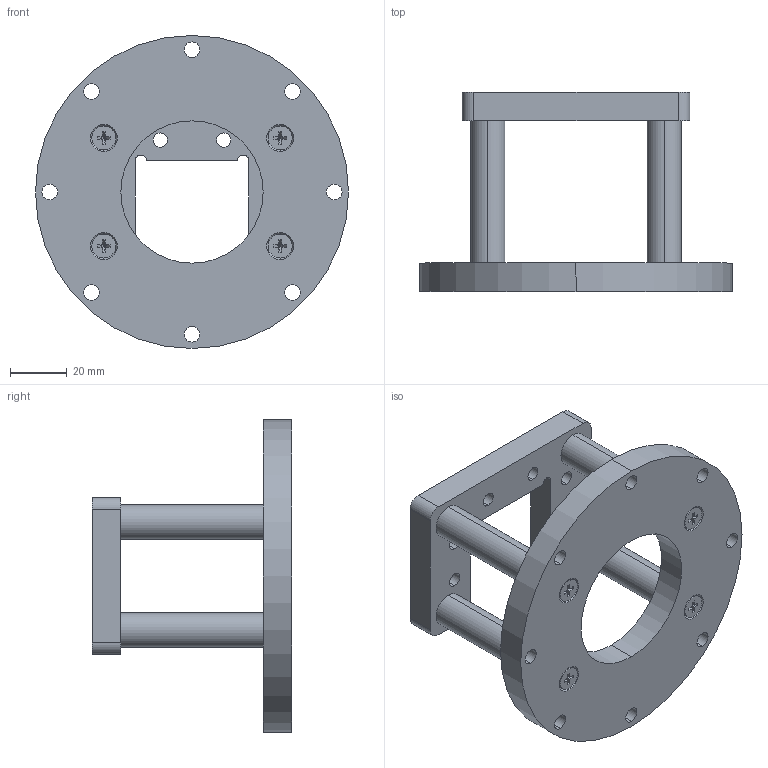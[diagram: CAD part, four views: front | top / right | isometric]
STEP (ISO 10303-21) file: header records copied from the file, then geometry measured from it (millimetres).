
FILE_DESCRIPTION (( 'STEP AP214' ), '1' );
FILE_NAME ('FMWAN137-MNT_3D.step', '2023-06-02T12:07:19', ( '' ), ( '' ), 'SwSTEP 2.0', 'SolidWorks 2022', '' );
FILE_SCHEMA (( 'AUTOMOTIVE_DESIGN' ));
Length unit declared in the file: millimetre
Products named in the file (5): flat head screw_am_B18.6.7M - M4 x 0.7 x 10 Type I Cross Recessed FHMS --10N; FMWAN137-MNT_3D; Copy of FMWAN137-MNT_STDF RND M4 FEM, 8OD X 64LG^FMWAN137-MNT; Copy of FMWAN137-MNT_UPR PLT^FMWAN137-MNT; Copy of FMWAN137-MNT_LWR PLT^FMWAN137-MNT
Assembly tree (14 placements, depth 2):
  FMWAN137-MNT_3D
    Copy of FMWAN137-MNT_UPR PLT^FMWAN137-MNT
    Copy of FMWAN137-MNT_LWR PLT^FMWAN137-MNT
    Copy of FMWAN137-MNT_STDF RND M4 FEM, 8OD X 64LG^FMWAN137-MNT  x4
    flat head screw_am_B18.6.7M - M4 x 0.7 x 10 Type I Cross Recessed FHMS --10N  x8
Bounding box: 110 x 70 x 110 mm (x, y, z)
Volume: 120354.4 mm3; surface area: 44582.4 mm2
Topology: 14 solids, 14 shells, 276 faces, 608 edges, 368 vertices
Faces by surface type: plane 140, cylinder 104, cone 32
Entity records: 3726 total; most frequent: DIRECTION 678, CARTESIAN_POINT 582, ORIENTED_EDGE 556, EDGE_CURVE 278, AXIS2_PLACEMENT_3D 272, VERTEX_POINT 176, EDGE_LOOP 160, CIRCLE 144
